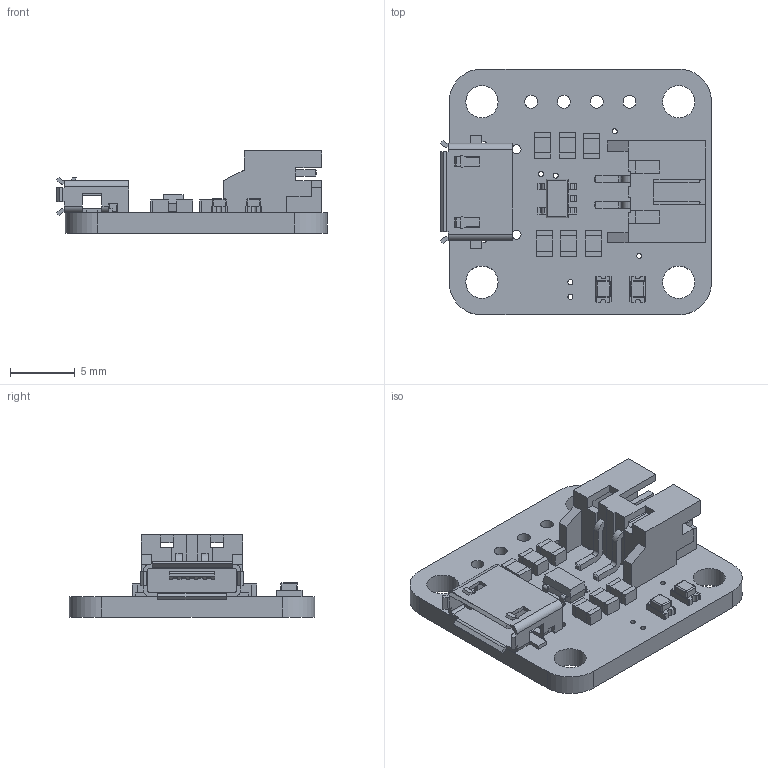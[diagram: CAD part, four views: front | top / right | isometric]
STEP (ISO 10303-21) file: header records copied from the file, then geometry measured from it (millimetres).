
FILE_DESCRIPTION(/* description */ (''),/* implementation_level */ '2;1');
FILE_NAME(/* name */ 'PCB Component.step',/* time_stamp */ '2023-07-19T18:11:39-04:00',/* author */ (''),/* organization */ (''),/* preprocessor_version */ 'ST-DEVELOPER v19.2',/* originating_system */ 'Autodesk Translation Framework v12.6.0.85',/* authorisation */ '');
FILE_SCHEMA (('AUTOMOTIVE_DESIGN { 1 0 10303 214 3 1 1 }'));
Length unit declared in the file: millimetre
Products named in the file (7): PCB Component; Board; MCP73831T-2ACI/OT; GREEN; 2.5K; JSTPH; 4UCONN_20329
Assembly tree (12 placements, depth 2):
  PCB Component
    Board
    MCP73831T-2ACI/OT
    GREEN  x2
    2.5K  x6
    JSTPH
    4UCONN_20329
Bounding box: 20.98 x 19.05 x 6.37 mm (x, y, z)
Volume: 728.7 mm3; surface area: 1772.5 mm2
Topology: 16 solids, 16 shells, 711 faces, 2030 edges, 1316 vertices
Faces by surface type: plane 570, cylinder 133, sphere 8
Full cylindrical faces by diameter (mm): 0.394 x11, 0.7 x4, 1 x4, 2.5 x4
Entity records: 19848 total; most frequent: CARTESIAN_POINT 3430, ORIENTED_EDGE 3420, DIRECTION 3176, EDGE_CURVE 1710, LINE 1460, VECTOR 1460, VERTEX_POINT 1112, AXIS2_PLACEMENT_3D 858
